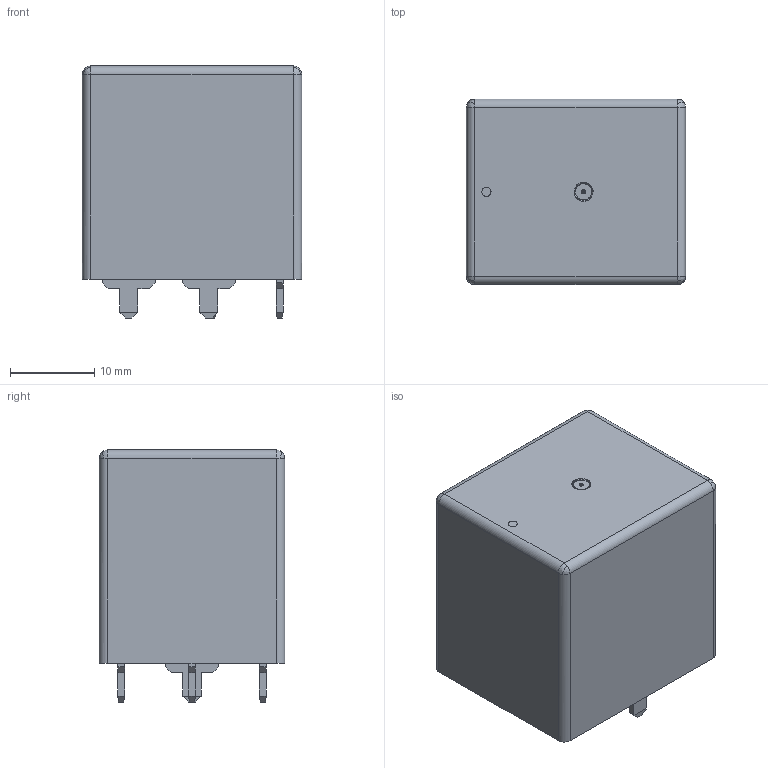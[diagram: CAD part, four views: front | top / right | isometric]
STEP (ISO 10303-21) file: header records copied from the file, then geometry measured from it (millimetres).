
FILE_DESCRIPTION (( 'STEP AP214' ), '1' );
FILE_NAME ('CB1-P-12V.STEP', '2024-08-28T07:50:20', ( '' ), ( '' ), 'SwSTEP 2.0', 'SolidWorks 2023', '' );
FILE_SCHEMA (( 'AUTOMOTIVE_DESIGN' ));
Length unit declared in the file: millimetre
Products named in the file (4): Panasonic Logo; 1; CB1-P-12V; 2
Assembly tree (3 placements, depth 2):
  CB1-P-12V
    1
    2
    Panasonic Logo
Bounding box: 26 x 22 x 29.9 mm (x, y, z)
Volume: 14483.2 mm3; surface area: 3703.2 mm2
Topology: 7 solids, 7 shells, 116 faces, 276 edges, 168 vertices
Faces by surface type: plane 90, bspline 14, cylinder 10, torus 2
Entity records: 4974 total; most frequent: CARTESIAN_POINT 947, ORIENTED_EDGE 536, DIRECTION 524, EDGE_CURVE 268, VECTOR 212, LINE 212, VERTEX_POINT 168, AXIS2_PLACEMENT_3D 156
